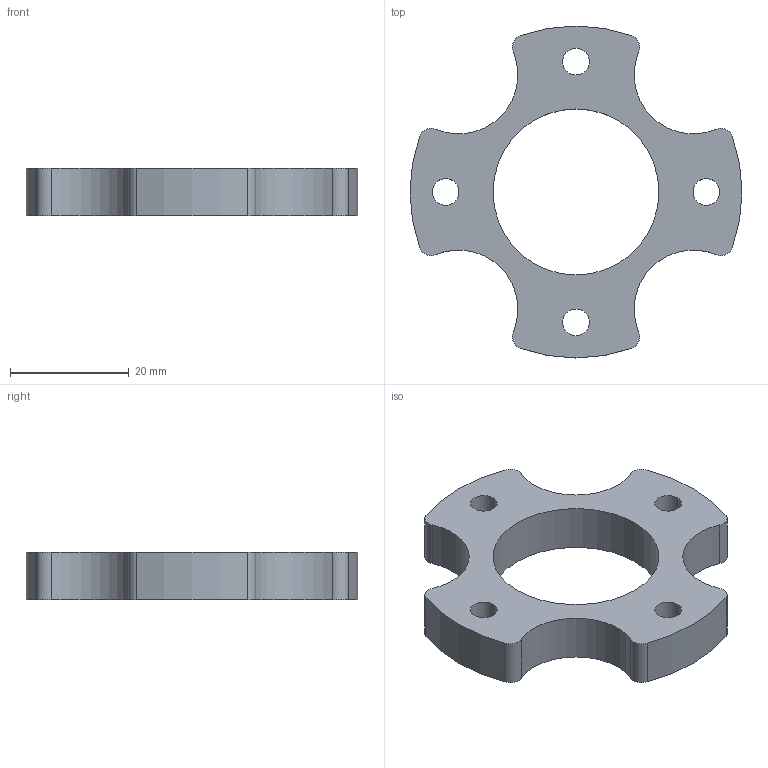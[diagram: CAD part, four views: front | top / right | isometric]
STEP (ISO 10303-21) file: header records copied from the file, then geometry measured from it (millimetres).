
FILE_DESCRIPTION(/* description */ (''),/* implementation_level */ '2;1');
FILE_NAME(/* name */ '6880MotorSpacer v3.step',/* time_stamp */ '2020-09-15T14:47:04-07:00',/* author */ (''),/* organization */ (''),/* preprocessor_version */ 'ST-DEVELOPER v18.1',/* originating_system */ 'Autodesk Translation Framework v9.3.0.1241',/* authorisation */ '');
FILE_SCHEMA (('AUTOMOTIVE_DESIGN { 1 0 10303 214 3 1 1 }'));
Length unit declared in the file: millimetre
Products named in the file (1): 6880MotorSpacer
Bounding box: 56 x 56 x 8 mm (x, y, z)
Volume: 9556.5 mm3; surface area: 5128.1 mm2
Topology: 1 solids, 1 shells, 23 faces, 63 edges, 42 vertices
Faces by surface type: cylinder 21, plane 2
Full cylindrical faces by diameter (mm): 4.5 x4, 28 x1
Entity records: 812 total; most frequent: DIRECTION 153, CARTESIAN_POINT 129, ORIENTED_EDGE 126, AXIS2_PLACEMENT_3D 66, EDGE_CURVE 63, CIRCLE 42, VERTEX_POINT 42, EDGE_LOOP 33
